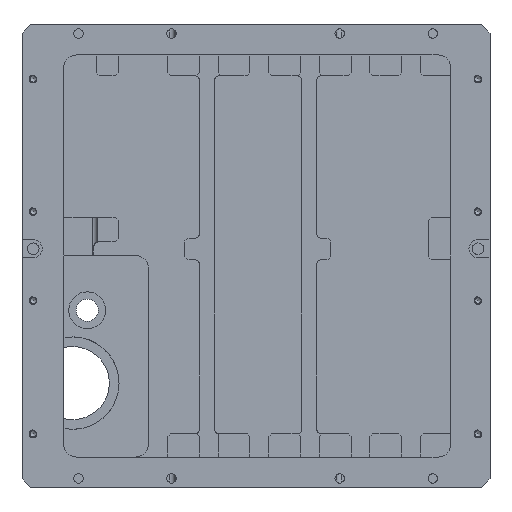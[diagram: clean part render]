
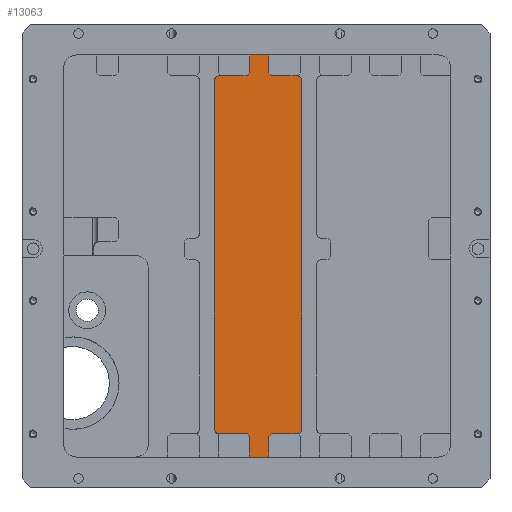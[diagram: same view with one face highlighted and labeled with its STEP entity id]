
A CAD part, front view. The second image highlights one B-rep face of the part: STEP entity #13063.
In plain terms, the highlighted planar face has unit normal (0, -1, 0).
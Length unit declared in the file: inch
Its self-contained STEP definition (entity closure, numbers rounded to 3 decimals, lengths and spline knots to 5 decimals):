
#129=PLANE('',#13859);
#494=CIRCLE('',#13856,0.08);
#497=CIRCLE('',#13860,0.08);
#498=CIRCLE('',#13861,0.08);
#499=CIRCLE('',#13862,0.08);
#1029=FACE_OUTER_BOUND('',#1743,.T.);
#1743=EDGE_LOOP('',(#9230,#9231,#9232,#9233,#9234,#9235,#9236,#9237,#9238,
#9239,#9240,#9241,#9242,#9243,#9244,#9245,#9246,#9247,#9248,#9249));
#2938=LINE('',#23709,#4143);
#2939=LINE('',#23713,#4144);
#2940=LINE('',#23715,#4145);
#2941=LINE('',#23717,#4146);
#2942=LINE('',#23719,#4147);
#2943=LINE('',#23721,#4148);
#2944=LINE('',#23723,#4149);
#2945=LINE('',#23725,#4150);
#2946=LINE('',#23729,#4151);
#2947=LINE('',#23733,#4152);
#2948=LINE('',#23735,#4153);
#2949=LINE('',#23737,#4154);
#2950=LINE('',#23739,#4155);
#2951=LINE('',#23741,#4156);
#2952=LINE('',#23743,#4157);
#2953=LINE('',#23744,#4158);
#4143=VECTOR('',#15441,0.3937);
#4144=VECTOR('',#15444,0.3937);
#4145=VECTOR('',#15445,0.3937);
#4146=VECTOR('',#15446,0.3937);
#4147=VECTOR('',#15447,0.3937);
#4148=VECTOR('',#15448,0.3937);
#4149=VECTOR('',#15449,0.3937);
#4150=VECTOR('',#15450,0.3937);
#4151=VECTOR('',#15453,0.3937);
#4152=VECTOR('',#15456,0.3937);
#4153=VECTOR('',#15457,0.3937);
#4154=VECTOR('',#15458,0.3937);
#4155=VECTOR('',#15459,0.3937);
#4156=VECTOR('',#15460,0.3937);
#4157=VECTOR('',#15461,0.3937);
#4158=VECTOR('',#15462,0.3937);
#5572=VERTEX_POINT('',#23695);
#5573=VERTEX_POINT('',#23696);
#5578=VERTEX_POINT('',#23708);
#5579=VERTEX_POINT('',#23710);
#5580=VERTEX_POINT('',#23712);
#5581=VERTEX_POINT('',#23714);
#5582=VERTEX_POINT('',#23716);
#5583=VERTEX_POINT('',#23718);
#5584=VERTEX_POINT('',#23720);
#5585=VERTEX_POINT('',#23722);
#5586=VERTEX_POINT('',#23724);
#5587=VERTEX_POINT('',#23726);
#5588=VERTEX_POINT('',#23728);
#5589=VERTEX_POINT('',#23730);
#5590=VERTEX_POINT('',#23732);
#5591=VERTEX_POINT('',#23734);
#5592=VERTEX_POINT('',#23736);
#5593=VERTEX_POINT('',#23738);
#5594=VERTEX_POINT('',#23740);
#5595=VERTEX_POINT('',#23742);
#7057=EDGE_CURVE('',#5572,#5573,#494,.T.);
#7063=EDGE_CURVE('',#5573,#5578,#2938,.T.);
#7064=EDGE_CURVE('',#5578,#5579,#497,.T.);
#7065=EDGE_CURVE('',#5579,#5580,#2939,.T.);
#7066=EDGE_CURVE('',#5581,#5580,#2940,.F.);
#7067=EDGE_CURVE('',#5581,#5582,#2941,.T.);
#7068=EDGE_CURVE('',#5583,#5582,#2942,.T.);
#7069=EDGE_CURVE('',#5583,#5584,#2943,.T.);
#7070=EDGE_CURVE('',#5585,#5584,#2944,.F.);
#7071=EDGE_CURVE('',#5585,#5586,#2945,.T.);
#7072=EDGE_CURVE('',#5586,#5587,#498,.T.);
#7073=EDGE_CURVE('',#5587,#5588,#2946,.T.);
#7074=EDGE_CURVE('',#5588,#5589,#499,.T.);
#7075=EDGE_CURVE('',#5589,#5590,#2947,.T.);
#7076=EDGE_CURVE('',#5591,#5590,#2948,.F.);
#7077=EDGE_CURVE('',#5591,#5592,#2949,.T.);
#7078=EDGE_CURVE('',#5593,#5592,#2950,.T.);
#7079=EDGE_CURVE('',#5593,#5594,#2951,.T.);
#7080=EDGE_CURVE('',#5595,#5594,#2952,.F.);
#7081=EDGE_CURVE('',#5595,#5572,#2953,.T.);
#9230=ORIENTED_EDGE('',*,*,#7057,.T.);
#9231=ORIENTED_EDGE('',*,*,#7063,.T.);
#9232=ORIENTED_EDGE('',*,*,#7064,.T.);
#9233=ORIENTED_EDGE('',*,*,#7065,.T.);
#9234=ORIENTED_EDGE('',*,*,#7066,.F.);
#9235=ORIENTED_EDGE('',*,*,#7067,.T.);
#9236=ORIENTED_EDGE('',*,*,#7068,.F.);
#9237=ORIENTED_EDGE('',*,*,#7069,.T.);
#9238=ORIENTED_EDGE('',*,*,#7070,.F.);
#9239=ORIENTED_EDGE('',*,*,#7071,.T.);
#9240=ORIENTED_EDGE('',*,*,#7072,.T.);
#9241=ORIENTED_EDGE('',*,*,#7073,.T.);
#9242=ORIENTED_EDGE('',*,*,#7074,.T.);
#9243=ORIENTED_EDGE('',*,*,#7075,.T.);
#9244=ORIENTED_EDGE('',*,*,#7076,.F.);
#9245=ORIENTED_EDGE('',*,*,#7077,.T.);
#9246=ORIENTED_EDGE('',*,*,#7078,.F.);
#9247=ORIENTED_EDGE('',*,*,#7079,.T.);
#9248=ORIENTED_EDGE('',*,*,#7080,.F.);
#9249=ORIENTED_EDGE('',*,*,#7081,.T.);
#13063=ADVANCED_FACE('',(#1029),#129,.F.);
#13856=AXIS2_PLACEMENT_3D('',#23697,#15430,#15431);
#13859=AXIS2_PLACEMENT_3D('',#23707,#15439,#15440);
#13860=AXIS2_PLACEMENT_3D('',#23711,#15442,#15443);
#13861=AXIS2_PLACEMENT_3D('',#23727,#15451,#15452);
#13862=AXIS2_PLACEMENT_3D('',#23731,#15454,#15455);
#15430=DIRECTION('center_axis',(0.,-1.,0.));
#15431=DIRECTION('ref_axis',(0.707,0.,-0.707));
#15439=DIRECTION('center_axis',(0.,1.,0.));
#15440=DIRECTION('ref_axis',(1.,0.,0.));
#15441=DIRECTION('',(0.,0.,1.));
#15442=DIRECTION('center_axis',(0.,-1.,0.));
#15443=DIRECTION('ref_axis',(0.707,0.,0.707));
#15444=DIRECTION('',(-1.,0.,0.));
#15445=DIRECTION('',(-0.707,0.,0.707));
#15446=DIRECTION('',(0.,0.,1.));
#15447=DIRECTION('',(1.,0.,0.));
#15448=DIRECTION('',(0.,0.,-1.));
#15449=DIRECTION('',(-0.707,0.,-0.707));
#15450=DIRECTION('',(-1.,0.,0.));
#15451=DIRECTION('center_axis',(0.,-1.,0.));
#15452=DIRECTION('ref_axis',(-0.707,0.,0.707));
#15453=DIRECTION('',(0.,0.,-1.));
#15454=DIRECTION('center_axis',(0.,-1.,0.));
#15455=DIRECTION('ref_axis',(-0.707,0.,-0.707));
#15456=DIRECTION('',(1.,0.,0.));
#15457=DIRECTION('',(0.707,0.,-0.707));
#15458=DIRECTION('',(0.,0.,-1.));
#15459=DIRECTION('',(-1.,0.,0.));
#15460=DIRECTION('',(0.,0.,1.));
#15461=DIRECTION('',(0.707,0.,0.707));
#15462=DIRECTION('',(1.,0.,0.));
#23695=CARTESIAN_POINT('',(-12.91452,0.625,-3.51932));
#23696=CARTESIAN_POINT('',(-12.83452,0.625,-3.43932));
#23697=CARTESIAN_POINT('Origin',(-12.91452,0.625,-3.43932));
#23707=CARTESIAN_POINT('Origin',(-13.60481,0.625,-0.43932));
#23708=CARTESIAN_POINT('',(-12.83452,0.625,2.60068));
#23709=CARTESIAN_POINT('',(-12.83452,0.625,-1.97932));
#23710=CARTESIAN_POINT('',(-12.91452,0.625,2.68068));
#23711=CARTESIAN_POINT('Origin',(-12.91452,0.625,2.60068));
#23712=CARTESIAN_POINT('',(-13.35552,0.625,2.68068));
#23713=CARTESIAN_POINT('',(-13.21966,0.625,2.68068));
#23714=CARTESIAN_POINT('',(-13.40552,0.625,2.73068));
#23715=CARTESIAN_POINT('',(-12.65034,0.625,1.9755));
#23716=CARTESIAN_POINT('',(-13.40552,0.625,3.04068));
#23717=CARTESIAN_POINT('',(-13.40552,0.625,1.12068));
#23718=CARTESIAN_POINT('',(-13.73052,0.625,3.04068));
#23719=CARTESIAN_POINT('',(-16.73411,0.625,3.04068));
#23720=CARTESIAN_POINT('',(-13.73052,0.625,2.73068));
#23721=CARTESIAN_POINT('',(-13.73052,0.625,1.30092));
#23722=CARTESIAN_POINT('',(-13.78052,0.625,2.68068));
#23723=CARTESIAN_POINT('',(-14.50409,0.625,1.9571));
#23724=CARTESIAN_POINT('',(-14.26552,0.625,2.68068));
#23725=CARTESIAN_POINT('',(-13.66766,0.625,2.68068));
#23726=CARTESIAN_POINT('',(-14.34552,0.625,2.60068));
#23727=CARTESIAN_POINT('Origin',(-14.26552,0.625,2.60068));
#23728=CARTESIAN_POINT('',(-14.34552,0.625,-3.43932));
#23729=CARTESIAN_POINT('',(-14.34552,0.625,1.12068));
#23730=CARTESIAN_POINT('',(-14.26552,0.625,-3.51932));
#23731=CARTESIAN_POINT('Origin',(-14.26552,0.625,-3.43932));
#23732=CARTESIAN_POINT('',(-13.78052,0.625,-3.51932));
#23733=CARTESIAN_POINT('',(-13.97516,0.625,-3.51932));
#23734=CARTESIAN_POINT('',(-13.73052,0.625,-3.56932));
#23735=CARTESIAN_POINT('',(-14.49409,0.625,-2.80575));
#23736=CARTESIAN_POINT('',(-13.73052,0.625,-3.91932));
#23737=CARTESIAN_POINT('',(-13.73052,0.625,-1.97932));
#23738=CARTESIAN_POINT('',(-13.40552,0.625,-3.91932));
#23739=CARTESIAN_POINT('',(-10.25552,0.625,-3.91932));
#23740=CARTESIAN_POINT('',(-13.40552,0.625,-3.56932));
#23741=CARTESIAN_POINT('',(-13.40552,0.625,-2.17932));
#23742=CARTESIAN_POINT('',(-13.35552,0.625,-3.51932));
#23743=CARTESIAN_POINT('',(-12.66034,0.625,-2.82415));
#23744=CARTESIAN_POINT('',(-13.50516,0.625,-3.51932));
